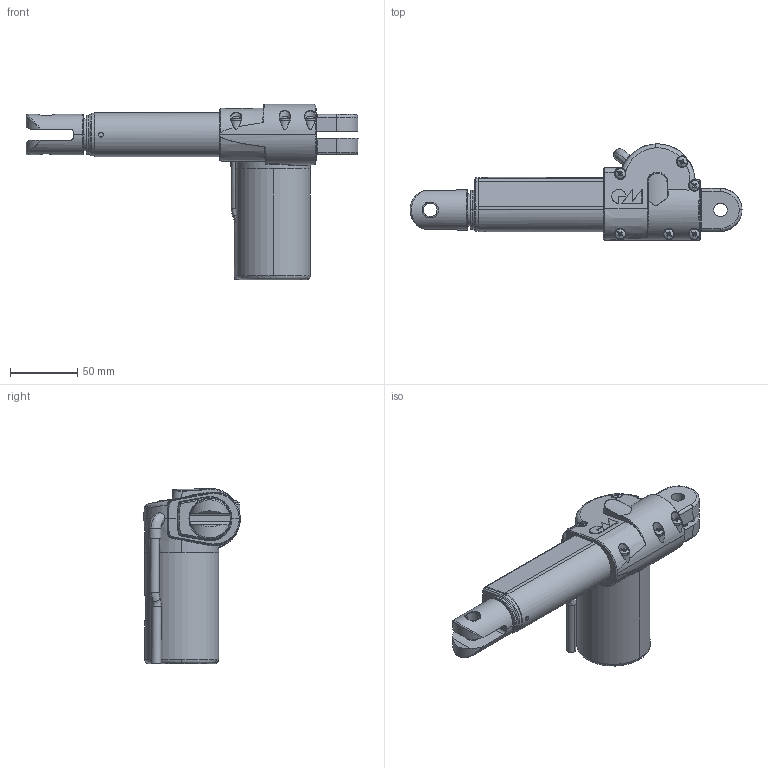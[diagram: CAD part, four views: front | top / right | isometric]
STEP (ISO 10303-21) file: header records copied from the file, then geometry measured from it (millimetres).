
FILE_DESCRIPTION (( 'STEP AP203' ), '1' );
FILE_NAME ('Alphadrive 5.STEP', '2017-04-06T11:07:58', ( 'admin' ), ( 'Hewlett-Packard Company' ), 'SwSTEP 2.0', 'SolidWorks 2016', '' );
FILE_SCHEMA (( 'CONFIG_CONTROL_DESIGN' ));
Length unit declared in the file: millimetre
Products named in the file (1): Alphadrive 5
Bounding box: 246.2 x 71.49 x 130 mm (x, y, z)
Volume: 510364.5 mm3; surface area: 60531 mm2
Topology: 1 solids, 3 shells, 677 faces, 1695 edges, 1052 vertices
Faces by surface type: bspline 243, plane 211, cylinder 146, cone 75, torus 2
Entity records: 34391 total; most frequent: CARTESIAN_POINT 20466, ORIENTED_EDGE 3384, DIRECTION 2164, EDGE_CURVE 1692, VERTEX_POINT 1052, AXIS2_PLACEMENT_3D 805, EDGE_LOOP 716, B_SPLINE_CURVE_WITH_KNOTS 708
